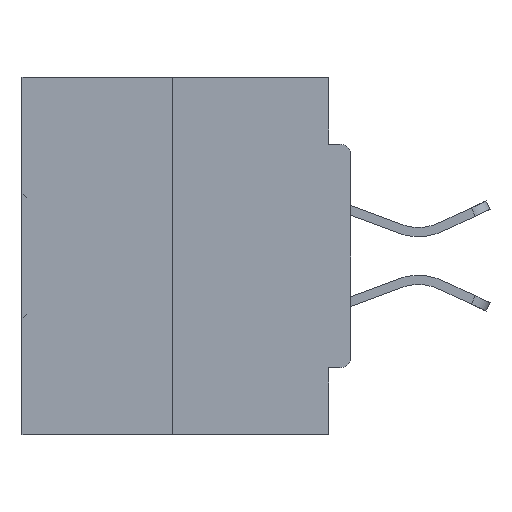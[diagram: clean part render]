
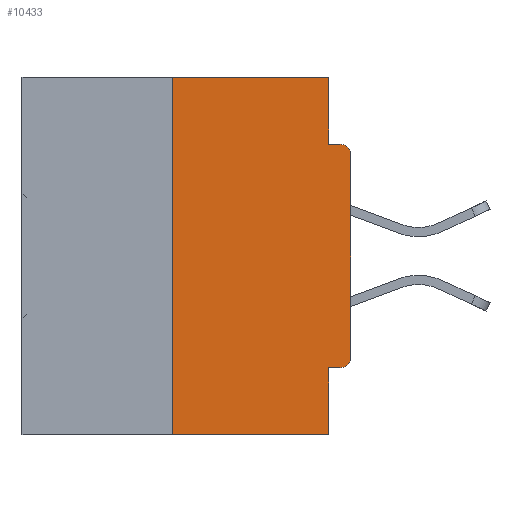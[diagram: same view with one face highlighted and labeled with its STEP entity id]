
A CAD part, left-side view. The second image highlights one B-rep face of the part: STEP entity #10433.
In plain terms, the highlighted planar face has unit normal (-1, 0, 0).
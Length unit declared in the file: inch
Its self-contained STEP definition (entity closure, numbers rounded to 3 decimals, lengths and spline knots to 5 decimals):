
#433 = AXIS2_PLACEMENT_3D ( 'NONE', #24614, #35028, #3364 ) ;
#916 = CARTESIAN_POINT ( 'NONE',  ( 0., 0., -0.0935 ) ) ;
#1145 = DIRECTION ( 'NONE',  ( 0., -1., 0. ) ) ;
#2180 = ORIENTED_EDGE ( 'NONE', *, *, #8337, .F. ) ;
#3156 = PLANE ( 'NONE',  #28804 ) ;
#3178 = EDGE_CURVE ( 'NONE', #6901, #42648, #7868, .T. ) ;
#3364 = DIRECTION ( 'NONE',  ( 0., 0., -1. ) ) ;
#3403 = DIRECTION ( 'NONE',  ( 0., -1., 0. ) ) ;
#3749 = CARTESIAN_POINT ( 'NONE',  ( 0., 0.25, -0.5 ) ) ;
#4336 = ORIENTED_EDGE ( 'NONE', *, *, #35256, .F. ) ;
#4457 = VECTOR ( 'NONE', #41236, 39.37008 ) ;
#4483 = DIRECTION ( 'NONE',  ( 0., -1., 0. ) ) ;
#4726 = DIRECTION ( 'NONE',  ( 0., 0., -1. ) ) ;
#4925 = VECTOR ( 'NONE', #33282, 39.37008 ) ;
#5421 = EDGE_CURVE ( 'NONE', #28573, #18050, #20044, .T. ) ;
#5913 = DIRECTION ( 'NONE',  ( 0., 0., 1. ) ) ;
#6730 = CARTESIAN_POINT ( 'NONE',  ( 0., 0.031, -0.5 ) ) ;
#6901 = VERTEX_POINT ( 'NONE', #7335 ) ;
#7335 = CARTESIAN_POINT ( 'NONE',  ( 0., 0.031, -0.0935 ) ) ;
#7868 = LINE ( 'NONE', #916, #44477 ) ;
#8297 = CARTESIAN_POINT ( 'NONE',  ( 0., 0.015, -0.1085 ) ) ;
#8337 = EDGE_CURVE ( 'NONE', #28100, #28573, #15469, .T. ) ;
#8373 = LINE ( 'NONE', #37178, #15566 ) ;
#8608 = CARTESIAN_POINT ( 'NONE',  ( 0., 0.25, 0. ) ) ;
#9183 = FACE_OUTER_BOUND ( 'NONE', #16990, .T. ) ;
#9433 = EDGE_CURVE ( 'NONE', #15112, #18050, #41983, .T. ) ;
#10433 = ADVANCED_FACE ( 'NONE', ( #9183 ), #3156, .F. ) ;
#11716 = EDGE_CURVE ( 'NONE', #28100, #31342, #24362, .T. ) ;
#12026 = CARTESIAN_POINT ( 'NONE',  ( 0., 0.031, 0. ) ) ;
#13676 = CARTESIAN_POINT ( 'NONE',  ( 0., 0.46, 0. ) ) ;
#14404 = CIRCLE ( 'NONE', #35903, 0.015 ) ;
#14756 = EDGE_CURVE ( 'NONE', #18303, #42648, #14404, .T. ) ;
#15112 = VERTEX_POINT ( 'NONE', #3749 ) ;
#15469 = LINE ( 'NONE', #22420, #4925 ) ;
#15566 = VECTOR ( 'NONE', #40700, 39.37008 ) ;
#16990 = EDGE_LOOP ( 'NONE', ( #33337, #42028, #30154, #18721, #2180, #28315, #43313, #24745, #37809, #4336 ) ) ;
#17384 = DIRECTION ( 'NONE',  ( 0., 0., -1. ) ) ;
#18050 = VERTEX_POINT ( 'NONE', #26402 ) ;
#18303 = VERTEX_POINT ( 'NONE', #45713 ) ;
#18721 = ORIENTED_EDGE ( 'NONE', *, *, #5421, .F. ) ;
#18787 = CARTESIAN_POINT ( 'NONE',  ( 0., 0.015, -0.0935 ) ) ;
#18891 = CARTESIAN_POINT ( 'NONE',  ( 0., 0., -0.3915 ) ) ;
#19573 = CARTESIAN_POINT ( 'NONE',  ( 0., 0.015, -0.4065 ) ) ;
#19798 = EDGE_CURVE ( 'NONE', #27627, #42167, #35214, .T. ) ;
#20044 = LINE ( 'NONE', #6730, #27299 ) ;
#22420 = CARTESIAN_POINT ( 'NONE',  ( 0., 0., -0.4065 ) ) ;
#22837 = CARTESIAN_POINT ( 'NONE',  ( 0., 0.031, -0.4065 ) ) ;
#23675 = VECTOR ( 'NONE', #3403, 39.37008 ) ;
#24362 = CIRCLE ( 'NONE', #433, 0.015 ) ;
#24543 = LINE ( 'NONE', #44815, #41804 ) ;
#24614 = CARTESIAN_POINT ( 'NONE',  ( 0., 0.015, -0.3915 ) ) ;
#24745 = ORIENTED_EDGE ( 'NONE', *, *, #14756, .T. ) ;
#26402 = CARTESIAN_POINT ( 'NONE',  ( 0., 0.031, -0.5 ) ) ;
#27299 = VECTOR ( 'NONE', #45639, 39.37008 ) ;
#27627 = VERTEX_POINT ( 'NONE', #8608 ) ;
#27824 = LINE ( 'NONE', #41081, #4457 ) ;
#28100 = VERTEX_POINT ( 'NONE', #19573 ) ;
#28315 = ORIENTED_EDGE ( 'NONE', *, *, #11716, .T. ) ;
#28573 = VERTEX_POINT ( 'NONE', #22837 ) ;
#28609 = EDGE_CURVE ( 'NONE', #15112, #27627, #24543, .T. ) ;
#28804 = AXIS2_PLACEMENT_3D ( 'NONE', #13676, #41764, #17384 ) ;
#30154 = ORIENTED_EDGE ( 'NONE', *, *, #9433, .T. ) ;
#31342 = VERTEX_POINT ( 'NONE', #18891 ) ;
#33282 = DIRECTION ( 'NONE',  ( 0., 1., 0. ) ) ;
#33337 = ORIENTED_EDGE ( 'NONE', *, *, #19798, .F. ) ;
#35028 = DIRECTION ( 'NONE',  ( -1., 0., 0. ) ) ;
#35214 = LINE ( 'NONE', #43456, #40159 ) ;
#35256 = EDGE_CURVE ( 'NONE', #42167, #6901, #8373, .T. ) ;
#35507 = CARTESIAN_POINT ( 'NONE',  ( 0., 0.46, -0.5 ) ) ;
#35903 = AXIS2_PLACEMENT_3D ( 'NONE', #8297, #36389, #4726 ) ;
#36389 = DIRECTION ( 'NONE',  ( -1., 0., 0. ) ) ;
#37178 = CARTESIAN_POINT ( 'NONE',  ( 0., 0.031, 0. ) ) ;
#37809 = ORIENTED_EDGE ( 'NONE', *, *, #3178, .F. ) ;
#40159 = VECTOR ( 'NONE', #1145, 39.37008 ) ;
#40700 = DIRECTION ( 'NONE',  ( 0., 0., -1. ) ) ;
#41081 = CARTESIAN_POINT ( 'NONE',  ( 0., 0., 0. ) ) ;
#41236 = DIRECTION ( 'NONE',  ( 0., 0., 1. ) ) ;
#41764 = DIRECTION ( 'NONE',  ( 1., 0., 0. ) ) ;
#41804 = VECTOR ( 'NONE', #5913, 39.37008 ) ;
#41983 = LINE ( 'NONE', #35507, #23675 ) ;
#42028 = ORIENTED_EDGE ( 'NONE', *, *, #28609, .F. ) ;
#42167 = VERTEX_POINT ( 'NONE', #12026 ) ;
#42648 = VERTEX_POINT ( 'NONE', #18787 ) ;
#43313 = ORIENTED_EDGE ( 'NONE', *, *, #45811, .T. ) ;
#43456 = CARTESIAN_POINT ( 'NONE',  ( 0., 0.46, 0. ) ) ;
#44477 = VECTOR ( 'NONE', #4483, 39.37008 ) ;
#44815 = CARTESIAN_POINT ( 'NONE',  ( 0., 0.25, 0. ) ) ;
#45639 = DIRECTION ( 'NONE',  ( 0., 0., -1. ) ) ;
#45713 = CARTESIAN_POINT ( 'NONE',  ( 0., 0., -0.1085 ) ) ;
#45811 = EDGE_CURVE ( 'NONE', #31342, #18303, #27824, .T. ) ;
